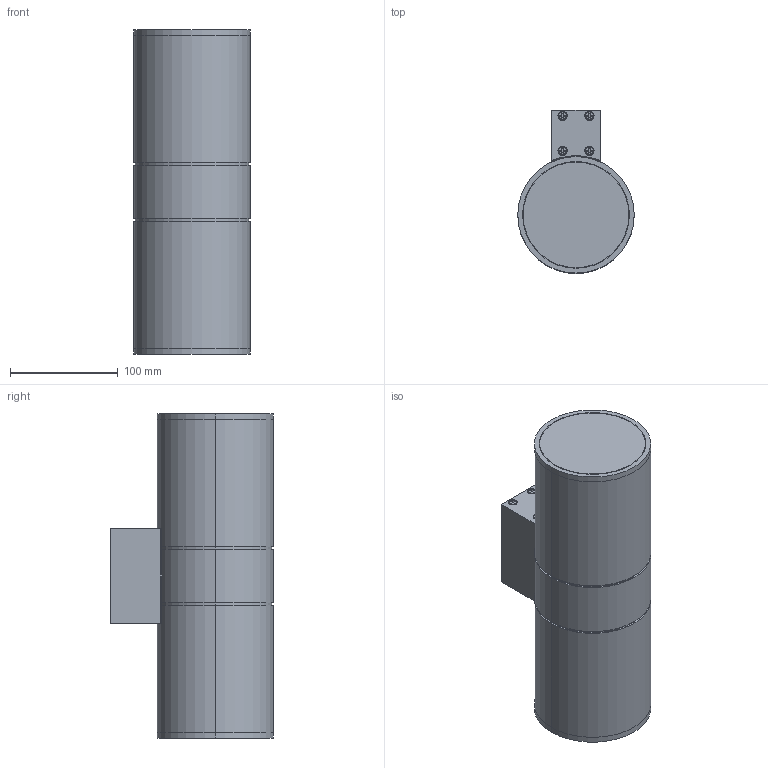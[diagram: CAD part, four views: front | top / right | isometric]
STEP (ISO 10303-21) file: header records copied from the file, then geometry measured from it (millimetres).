
FILE_DESCRIPTION((''),'2;1');
FILE_NAME('GUN-BIG_ASM','2022-02-23T',('Administrator'),(''),'PRO/ENGINEER BY PARAMETRIC TECHNOLOGY CORPORATION, 2014000','PRO/ENGINEER BY PARAMETRIC TECHNOLOGY CORPORATION, 2014000','');
FILE_SCHEMA(('CONFIG_CONTROL_DESIGN'));
Length unit declared in the file: millimetre
Products named in the file (15): 88X45X46-0; 83X40X10-01; DIZHUE_ASM; D108X290; EJE-IP44; 63X35X17; E27-1-1; D103X108; D108X15; D98X4GLASS; 83X40X10; D16X6-PU; M4X8; 88X45X1-PU; GUN-BIG_ASM
Assembly tree (26 placements, depth 3):
  GUN-BIG_ASM
    DIZHUE_ASM
      88X45X46-0
      83X40X10-01
    D108X290
    EJE-IP44
    63X35X17  x2
    E27-1-1  x2
    D103X108  x2
    D108X15  x2
    D98X4GLASS  x2
    83X40X10
    D16X6-PU
    M4X8  x8
    88X45X1-PU
Bounding box: 108 x 151.09 x 301 mm (x, y, z)
Volume: 590422.6 mm3; surface area: 456533.4 mm2
Topology: 25 solids, 25 shells, 874 faces, 2168 edges, 1400 vertices
Faces by surface type: cylinder 399, plane 291, bspline 96, cone 72, torus 12, sphere 4
Entity records: 16288 total; most frequent: CARTESIAN_POINT 6982, DIRECTION 1881, ORIENTED_EDGE 1750, EDGE_CURVE 875, AXIS2_PLACEMENT_3D 731, VERTEX_POINT 566, EDGE_LOOP 479, VECTOR 419
